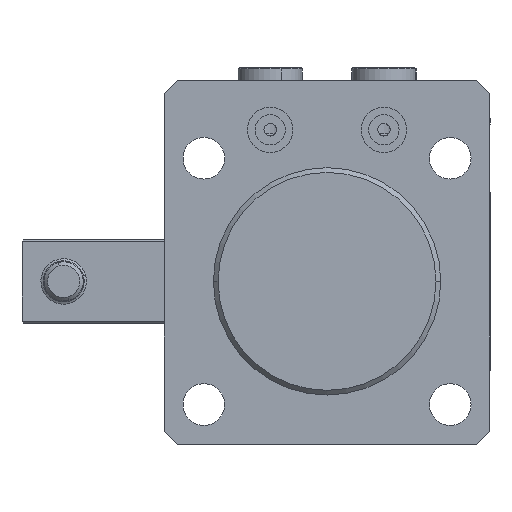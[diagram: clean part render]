
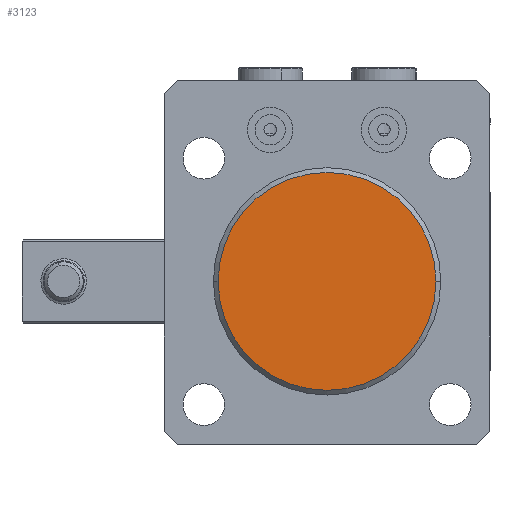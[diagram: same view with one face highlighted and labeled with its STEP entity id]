
A CAD part, front view. The second image highlights one B-rep face of the part: STEP entity #3123.
In plain terms, the highlighted planar face has unit normal (0, -1, 0).
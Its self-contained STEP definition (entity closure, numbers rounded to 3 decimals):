
#18 = CARTESIAN_POINT ( 'NONE',  ( 672.322, 84.271, 0. ) ) ;
#31 = FACE_OUTER_BOUND ( 'NONE', #61, .T. ) ;
#61 = EDGE_LOOP ( 'NONE', ( #9925, #13100 ) ) ;
#849 = CIRCLE ( 'NONE', #17758, 28.75 ) ;
#1552 = DIRECTION ( 'NONE',  ( 1., 0., 0. ) ) ;
#3123 = ADVANCED_FACE ( 'NONE', ( #31 ), #15979, .T. ) ;
#6715 = AXIS2_PLACEMENT_3D ( 'NONE', #18, #10488, #1552 ) ;
#7098 = DIRECTION ( 'NONE',  ( 0., -1., 0. ) ) ;
#7650 = CIRCLE ( 'NONE', #6715, 28.75 ) ;
#8079 = CARTESIAN_POINT ( 'NONE',  ( 672.322, 84.271, 0. ) ) ;
#8136 = EDGE_CURVE ( 'NONE', #16176, #18837, #7650, .T. ) ;
#9566 = DIRECTION ( 'NONE',  ( 1., 0., 0. ) ) ;
#9925 = ORIENTED_EDGE ( 'NONE', *, *, #10755, .T. ) ;
#10488 = DIRECTION ( 'NONE',  ( 0., -1., 0. ) ) ;
#10549 = CARTESIAN_POINT ( 'NONE',  ( 701.072, 84.271, 0. ) ) ;
#10755 = EDGE_CURVE ( 'NONE', #18837, #16176, #849, .T. ) ;
#13100 = ORIENTED_EDGE ( 'NONE', *, *, #8136, .T. ) ;
#15224 = CARTESIAN_POINT ( 'NONE',  ( 643.572, 84.271, 0. ) ) ;
#15979 = PLANE ( 'NONE',  #16771 ) ;
#16045 = CARTESIAN_POINT ( 'NONE',  ( 672.322, 84.271, 0. ) ) ;
#16176 = VERTEX_POINT ( 'NONE', #10549 ) ;
#16771 = AXIS2_PLACEMENT_3D ( 'NONE', #16045, #7098, #17534 ) ;
#17534 = DIRECTION ( 'NONE',  ( 1., 0., 0. ) ) ;
#17758 = AXIS2_PLACEMENT_3D ( 'NONE', #8079, #18506, #9566 ) ;
#18506 = DIRECTION ( 'NONE',  ( 0., -1., 0. ) ) ;
#18837 = VERTEX_POINT ( 'NONE', #15224 ) ;
